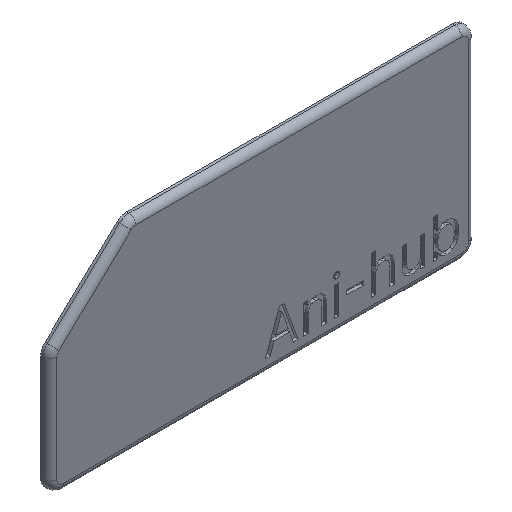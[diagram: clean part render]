
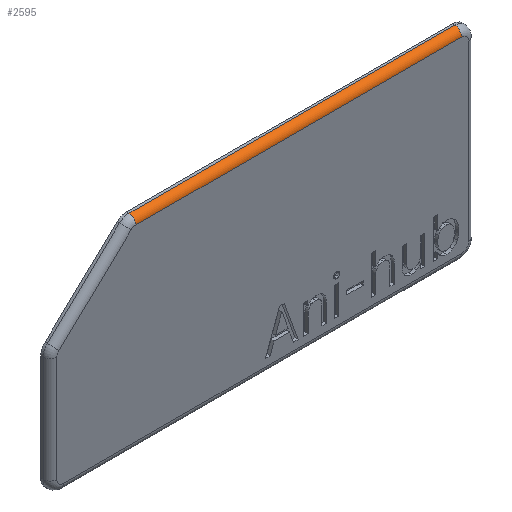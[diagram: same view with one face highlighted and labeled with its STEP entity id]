
A CAD part, isometric view. The second image highlights one B-rep face of the part: STEP entity #2595.
In plain terms, the highlighted cylindrical face has radius 1.5 mm (diameter 3 mm), a partial arc.
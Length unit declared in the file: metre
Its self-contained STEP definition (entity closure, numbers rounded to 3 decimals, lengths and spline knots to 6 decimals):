
#72=CYLINDRICAL_SURFACE('',#2790,0.0015);
#121=CIRCLE('',#2787,0.0015);
#123=CIRCLE('',#2791,0.0015);
#153=LINE('',#3515,#402);
#198=LINE('',#3748,#447);
#402=VECTOR('',#2916,1.);
#447=VECTOR('',#2993,1.);
#816=ORIENTED_EDGE('',*,*,#1579,.T.);
#817=ORIENTED_EDGE('',*,*,#1459,.F.);
#818=ORIENTED_EDGE('',*,*,#1581,.F.);
#819=ORIENTED_EDGE('',*,*,#1547,.F.);
#1459=EDGE_CURVE('',#1857,#1858,#153,.F.);
#1547=EDGE_CURVE('',#1945,#1946,#198,.T.);
#1579=EDGE_CURVE('',#1945,#1858,#121,.T.);
#1581=EDGE_CURVE('',#1946,#1857,#123,.T.);
#1857=VERTEX_POINT('',#3514);
#1858=VERTEX_POINT('',#3516);
#1945=VERTEX_POINT('',#3747);
#1946=VERTEX_POINT('',#3749);
#2216=EDGE_LOOP('',(#816,#817,#818,#819));
#2374=FACE_BOUND('',#2216,.T.);
#2595=ADVANCED_FACE('',(#2374),#72,.T.);
#2787=AXIS2_PLACEMENT_3D('',#3811,#3064,#3065);
#2790=AXIS2_PLACEMENT_3D('',#3814,#3070,#3071);
#2791=AXIS2_PLACEMENT_3D('',#3815,#3072,#3073);
#2916=DIRECTION('',(1.,0.,0.));
#2993=DIRECTION('',(1.,0.,0.));
#3064=DIRECTION('',(1.,0.,0.));
#3065=DIRECTION('',(0.,0.,-1.));
#3070=DIRECTION('',(1.,0.,0.));
#3071=DIRECTION('',(0.,0.,-1.));
#3072=DIRECTION('',(1.,0.,0.));
#3073=DIRECTION('',(0.,0.,-1.));
#3514=CARTESIAN_POINT('',(0.046689,-0.002,0.026905));
#3515=CARTESIAN_POINT('',(0.003189,-0.002,0.026905));
#3516=CARTESIAN_POINT('',(-0.02452,-0.002,0.026905));
#3747=CARTESIAN_POINT('',(-0.02452,-0.0005,0.028405));
#3748=CARTESIAN_POINT('',(0.011989,-0.0005,0.028405));
#3749=CARTESIAN_POINT('',(0.046689,-0.0005,0.028405));
#3811=CARTESIAN_POINT('',(-0.02452,-0.0005,0.026905));
#3814=CARTESIAN_POINT('',(0.011989,-0.0005,0.026905));
#3815=CARTESIAN_POINT('',(0.046689,-0.0005,0.026905));
